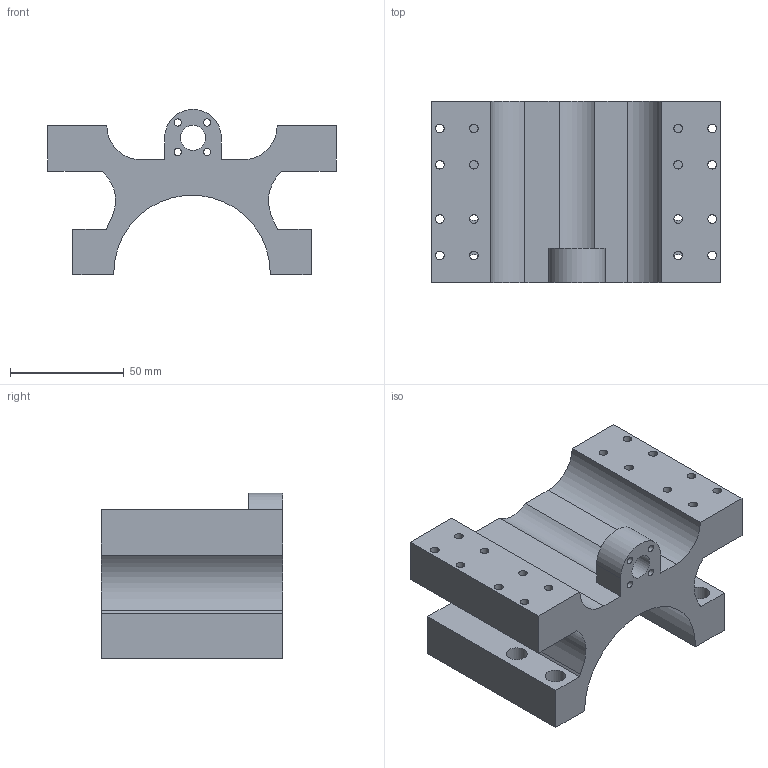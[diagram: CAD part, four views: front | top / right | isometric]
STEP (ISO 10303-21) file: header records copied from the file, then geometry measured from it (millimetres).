
FILE_DESCRIPTION(/* description */ (''),/* implementation_level */ '2;1');
FILE_NAME(/* name */ 'back router clamp v1.step',/* time_stamp */ '2025-08-05T14:40:36-07:00',/* author */ (''),/* organization */ (''),/* preprocessor_version */ 'ST-DEVELOPER v20.1',/* originating_system */ 'Autodesk Translation Framework v14.10.0.0',/* authorisation */ '');
FILE_SCHEMA (('AUTOMOTIVE_DESIGN { 1 0 10303 214 3 1 1 }'));
Length unit declared in the file: inch
Products named in the file (2): back router clamp; Component1
Assembly tree (1 placements, depth 2):
  back router clamp
    Component1
Bounding box: 127.03 x 79.8 x 72.78 mm (x, y, z)
Volume: 275344.2 mm3; surface area: 54823.1 mm2
Topology: 1 solids, 1 shells, 53 faces, 153 edges, 102 vertices
Faces by surface type: cylinder 32, plane 19, bspline 2
Full cylindrical faces by diameter (mm): 3.2 x4, 3.8 x16, 9 x4, 11 x1
Entity records: 1992 total; most frequent: CARTESIAN_POINT 391, DIRECTION 321, ORIENTED_EDGE 306, EDGE_CURVE 153, AXIS2_PLACEMENT_3D 118, EDGE_LOOP 103, VERTEX_POINT 102, LINE 85
